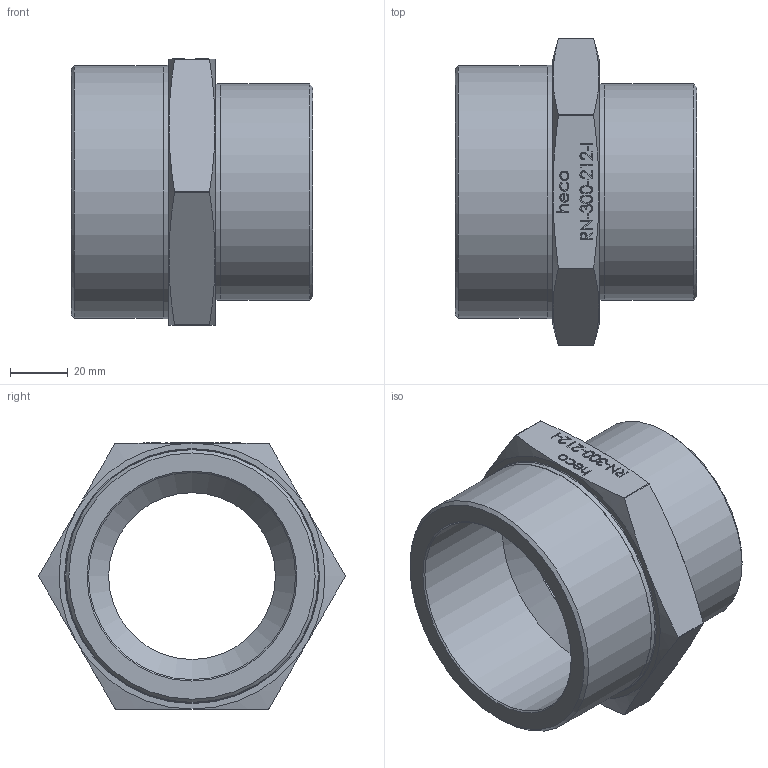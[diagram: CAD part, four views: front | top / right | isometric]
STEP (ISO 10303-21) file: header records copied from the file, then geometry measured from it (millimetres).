
FILE_DESCRIPTION (( 'STEP AP214' ), '1' );
FILE_NAME ('heco_RN-300-212-I.STEP', '2016-07-05T07:58:13', ( '' ), ( '' ), 'SwSTEP 2.0', 'SolidWorks 2011', '' );
FILE_SCHEMA (( 'AUTOMOTIVE_DESIGN' ));
Length unit declared in the file: millimetre
Products named in the file (1): heco_RN-300-212-I
Bounding box: 84 x 106.72 x 92.55 mm (x, y, z)
Volume: 192905.3 mm3; surface area: 47510.6 mm2
Topology: 1 solids, 1 shells, 219 faces, 558 edges, 366 vertices
Faces by surface type: plane 104, bspline 84, cone 17, cylinder 12, torus 2
Full cylindrical faces by diameter (mm): 58 x1, 72 x1, 75.184 x1, 75.384 x1, 87.884 x1, 88.084 x1
Entity records: 13185 total; most frequent: CARTESIAN_POINT 6671, ORIENTED_EDGE 1086, DIRECTION 641, EDGE_CURVE 543, VERTEX_POINT 364, LINE 309, VECTOR 309, EDGE_LOOP 259
